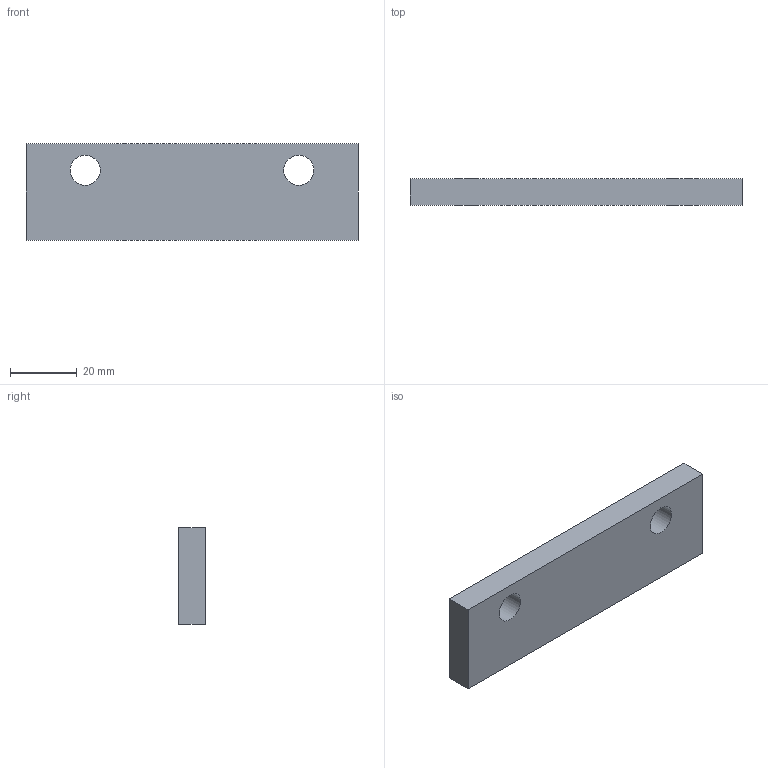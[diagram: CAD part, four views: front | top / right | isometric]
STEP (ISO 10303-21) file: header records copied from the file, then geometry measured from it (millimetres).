
FILE_DESCRIPTION( ( 'Unknown' ), '1' );
FILE_NAME( 'SVF-S04-100-29.stp', 'Unknown', ( 'Unknown' ), ( 'Unknown' ), 'PSStep 17.0.49', 'Unknown', ' ' );
FILE_SCHEMA( ( 'AUTOMOTIVE_DESIGN { 1 0 10303 214 1 1 1 1 }' ) );
Length unit declared in the file: millimetre
Products named in the file (2): Assem1; SVF-S04-100-29
Assembly tree (1 placements, depth 2):
  Assem1
    SVF-S04-100-29
Bounding box: 99.5 x 8 x 29 mm (x, y, z)
Volume: 22066.1 mm3; surface area: 8024.9 mm2
Topology: 1 solids, 1 shells, 8 faces, 18 edges, 12 vertices
Faces by surface type: plane 6, cylinder 2
Full cylindrical faces by diameter (mm): 9 x2
Entity records: 326 total; most frequent: DIRECTION 40, CARTESIAN_POINT 38, ORIENTED_EDGE 32, EDGE_CURVE 16, AXIS2_PLACEMENT_3D 14, EDGE_LOOP 14, VERTEX_POINT 12, LINE 12
